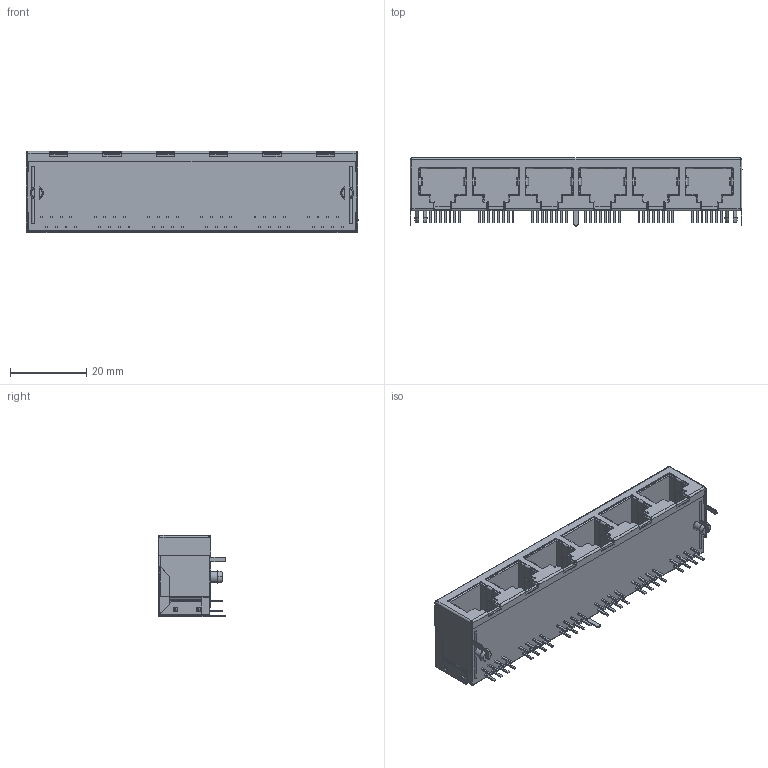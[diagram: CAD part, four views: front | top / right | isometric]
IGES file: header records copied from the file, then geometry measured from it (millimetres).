
Start section: SolidWorks IGES file using analytic representation for surfaces
Global section: file name: GSGX-NS-6-88-4.57_A.IGS; native system: SolidWorks 2020; preprocessor: SolidWorks 2020; author: Dan; date: 200331.122139; units: millimetre
Bounding box: 87 x 17.8 x 21.27 mm (x, y, z)
Surface area: 18201.6 mm2 (no closed solid volume)
Topology: 0 solids, 0 shells, 1027 faces, 7168 edges, 7164 vertices
Faces by surface type: bspline 699, revolution 328
